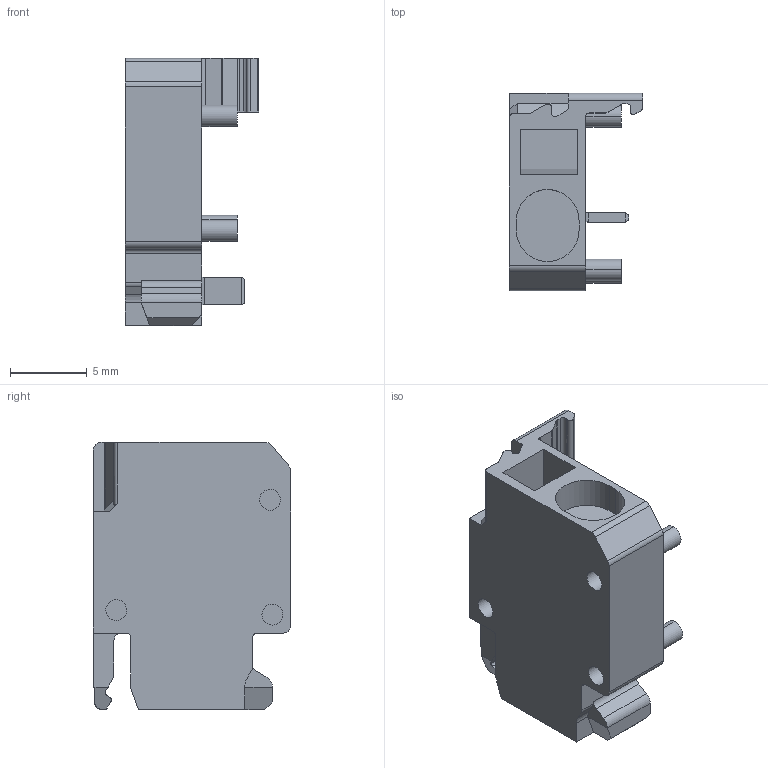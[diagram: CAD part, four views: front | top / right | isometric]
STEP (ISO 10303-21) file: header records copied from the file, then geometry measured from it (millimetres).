
FILE_DESCRIPTION(('CATIA V5R22 STEP214','CAx-IF Rec.Pracs.--- Model Styling and Organization---1.4--- 2014-01-23'),'2;1');
FILE_NAME ('018106-2_0', '2021-04-13T04:53:41+00:00', ('Weidmueller Interface'), ('Weidmueller'), 'CATIA Version 5-6 Release 2016 SP3 HF44', 'CATIA V5 STEP AP214', 'none');
FILE_SCHEMA(('AUTOMOTIVE_DESIGN { 1 0 10303 214 1 1 1 1 }'));
Length unit declared in the file: millimetre
Products named in the file (1): ZVL 1.5_AllCATPart
Bounding box: 8.7 x 12.9 x 17.45 mm (x, y, z)
Volume: 926 mm3; surface area: 971.1 mm2
Topology: 2 solids, 2 shells, 122 faces, 322 edges, 212 vertices
Faces by surface type: plane 76, cylinder 46
Entity records: 3803 total; most frequent: CARTESIAN_POINT 815, ORIENTED_EDGE 644, DIRECTION 530, EDGE_CURVE 322, VECTOR 227, LINE 227, VERTEX_POINT 212, AXIS2_PLACEMENT_3D 190
